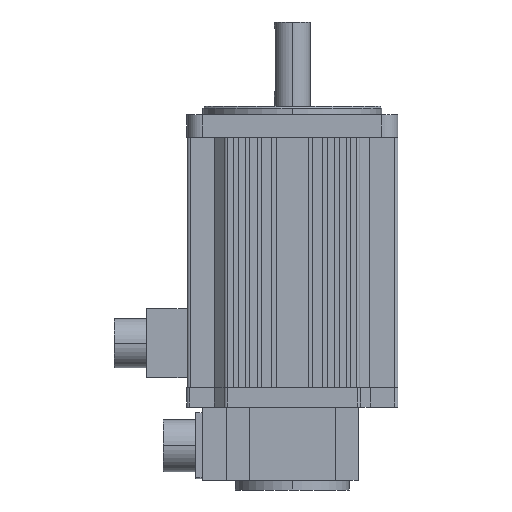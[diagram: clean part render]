
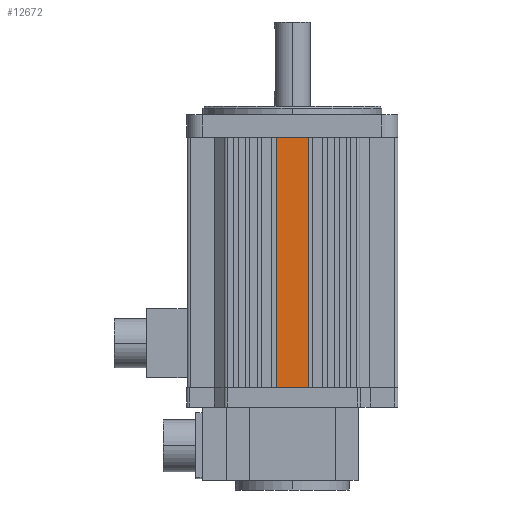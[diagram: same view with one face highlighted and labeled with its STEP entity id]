
A CAD part, left-side view. The second image highlights one B-rep face of the part: STEP entity #12672.
In plain terms, the highlighted planar face has unit normal (-1, 0, 0).
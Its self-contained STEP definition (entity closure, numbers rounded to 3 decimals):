
#1436 = ORIENTED_EDGE ( 'NONE', *, *, #6843, .F. ) ;
#1698 = VERTEX_POINT ( 'NONE', #14669 ) ;
#2419 = VERTEX_POINT ( 'NONE', #2660 ) ;
#2660 = CARTESIAN_POINT ( 'NONE',  ( 0., 55.114, 0. ) ) ;
#2763 = DIRECTION ( 'NONE',  ( 0., 1., 0. ) ) ;
#2815 = PLANE ( 'NONE',  #10994 ) ;
#3097 = VERTEX_POINT ( 'NONE', #12586 ) ;
#3285 = LINE ( 'NONE', #6225, #11926 ) ;
#3531 = FACE_OUTER_BOUND ( 'NONE', #13571, .T. ) ;
#3990 = DIRECTION ( 'NONE',  ( 1., 0., 0. ) ) ;
#4515 = LINE ( 'NONE', #14310, #12712 ) ;
#4688 = ORIENTED_EDGE ( 'NONE', *, *, #10110, .F. ) ;
#4939 = CARTESIAN_POINT ( 'NONE',  ( 0., 55.114, -154. ) ) ;
#5020 = DIRECTION ( 'NONE',  ( 0., 0., 1. ) ) ;
#6080 = VERTEX_POINT ( 'NONE', #12099 ) ;
#6086 = VECTOR ( 'NONE', #15088, 1000. ) ;
#6225 = CARTESIAN_POINT ( 'NONE',  ( 0., 74.886, -154. ) ) ;
#6498 = EDGE_CURVE ( 'NONE', #2419, #1698, #9387, .T. ) ;
#6753 = LINE ( 'NONE', #4939, #15199 ) ;
#6843 = EDGE_CURVE ( 'NONE', #6080, #3097, #4515, .T. ) ;
#7759 = ORIENTED_EDGE ( 'NONE', *, *, #13722, .F. ) ;
#8107 = DIRECTION ( 'NONE',  ( 0., 1., 0. ) ) ;
#9310 = ORIENTED_EDGE ( 'NONE', *, *, #6498, .T. ) ;
#9387 = LINE ( 'NONE', #11200, #6086 ) ;
#10023 = DIRECTION ( 'NONE',  ( 0., 0., -1. ) ) ;
#10110 = EDGE_CURVE ( 'NONE', #2419, #6080, #6753, .T. ) ;
#10994 = AXIS2_PLACEMENT_3D ( 'NONE', #15406, #3990, #2763 ) ;
#11200 = CARTESIAN_POINT ( 'NONE',  ( 0., 25.478, 0. ) ) ;
#11926 = VECTOR ( 'NONE', #5020, 1000. ) ;
#12099 = CARTESIAN_POINT ( 'NONE',  ( 0., 55.114, -154. ) ) ;
#12586 = CARTESIAN_POINT ( 'NONE',  ( 0., 74.886, -154. ) ) ;
#12672 = ADVANCED_FACE ( 'NONE', ( #3531 ), #2815, .F. ) ;
#12712 = VECTOR ( 'NONE', #8107, 1000. ) ;
#13571 = EDGE_LOOP ( 'NONE', ( #9310, #7759, #1436, #4688 ) ) ;
#13722 = EDGE_CURVE ( 'NONE', #3097, #1698, #3285, .T. ) ;
#14310 = CARTESIAN_POINT ( 'NONE',  ( 0., 127.735, -154. ) ) ;
#14669 = CARTESIAN_POINT ( 'NONE',  ( 0., 74.886, 0. ) ) ;
#15088 = DIRECTION ( 'NONE',  ( 0., 1., 0. ) ) ;
#15199 = VECTOR ( 'NONE', #10023, 1000. ) ;
#15406 = CARTESIAN_POINT ( 'NONE',  ( 0., 25.478, -154. ) ) ;
